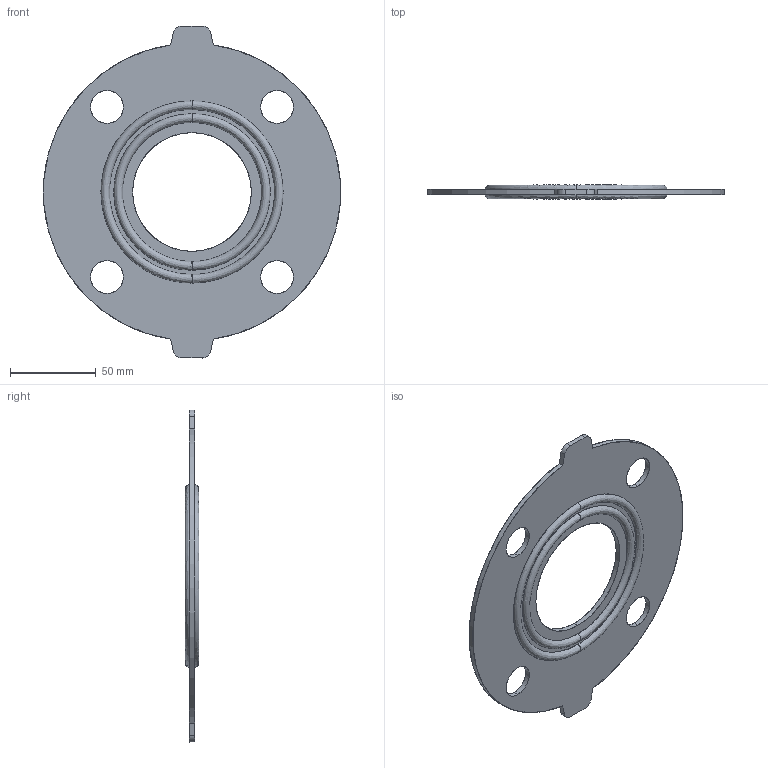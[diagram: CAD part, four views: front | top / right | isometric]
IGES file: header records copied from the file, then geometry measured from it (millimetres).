
Start section: SolidWorks IGES file using analytic representation for surfaces
Bounding box: 173 x 8 x 193.21 mm (x, y, z)
Surface area: 44615.1 mm2 (no closed solid volume)
Topology: 0 solids, 0 shells, 36 faces, 1220 edges, 1220 vertices
Faces by surface type: bspline 20, revolution 16
